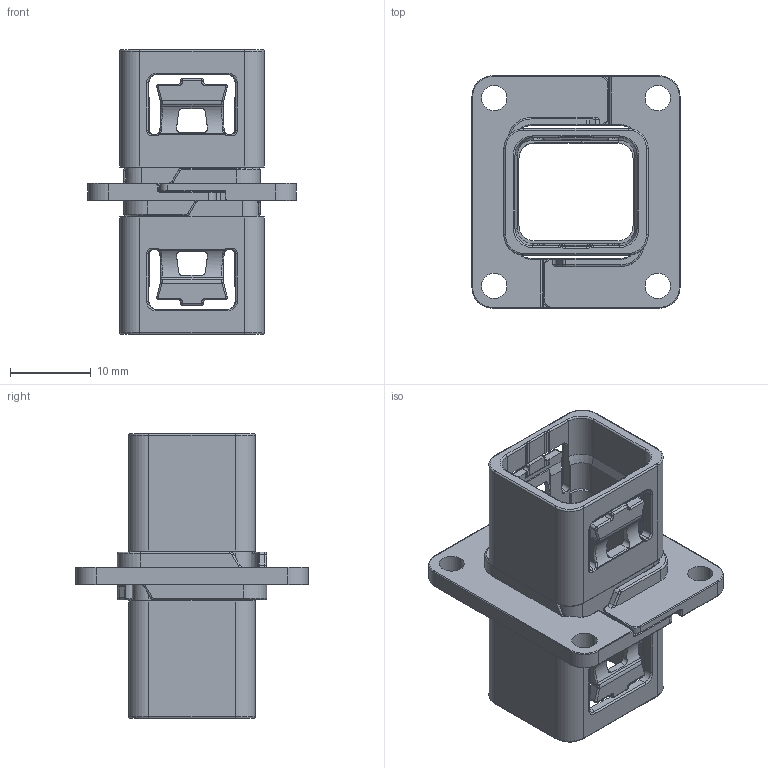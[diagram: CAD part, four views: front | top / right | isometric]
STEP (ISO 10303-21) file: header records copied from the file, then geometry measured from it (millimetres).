
FILE_DESCRIPTION((''),'2;1');
FILE_NAME('SIM2S102D','2019-09-19T',('presta_be4'),(''),'PRO/ENGINEER BY PARAMETRIC TECHNOLOGY CORPORATION, 2014310','PRO/ENGINEER BY PARAMETRIC TECHNOLOGY CORPORATION, 2014310','');
FILE_SCHEMA(('CONFIG_CONTROL_DESIGN'));
Length unit declared in the file: millimetre
Products named in the file (1): SIM2S102D
Bounding box: 25.8 x 28.8 x 35.3 mm (x, y, z)
Volume: 3826.4 mm3; surface area: 5656.1 mm2
Topology: 1 solids, 1 shells, 1246 faces, 3163 edges, 1934 vertices
Faces by surface type: cylinder 428, plane 388, torus 176, extrusion 150, bspline 80, sphere 16, cone 8
Entity records: 40605 total; most frequent: CARTESIAN_POINT 11385, ORIENTED_EDGE 6326, DIRECTION 5711, EDGE_CURVE 3163, AXIS2_PLACEMENT_3D 1978, VERTEX_POINT 1934, VECTOR 1755, LINE 1605
